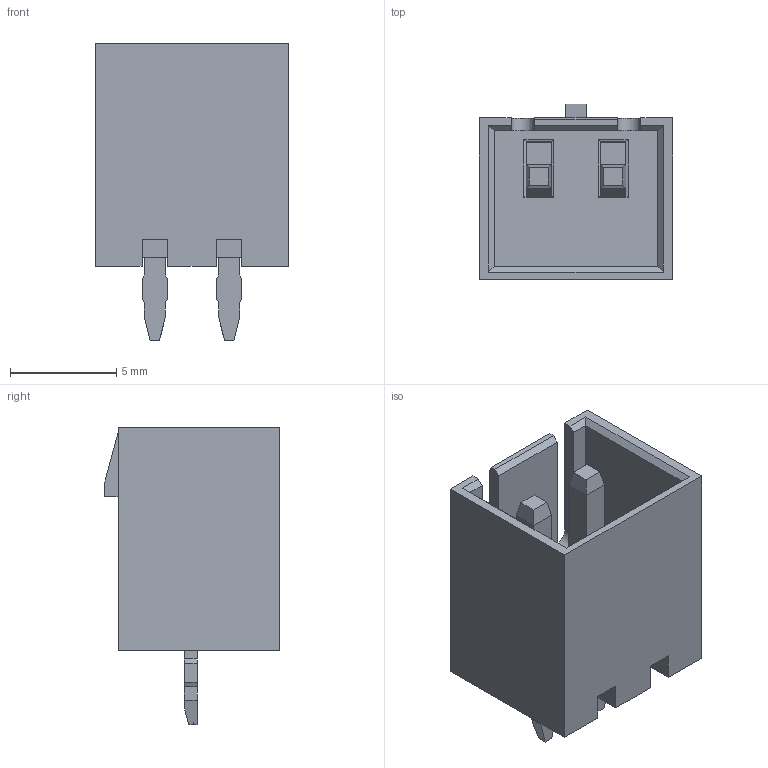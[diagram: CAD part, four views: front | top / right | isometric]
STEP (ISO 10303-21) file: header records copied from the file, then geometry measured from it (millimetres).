
FILE_DESCRIPTION(('FreeCAD Model'),'2;1');
FILE_NAME('Open CASCADE Shape Model','2022-05-15T16:50:20',('Author'),( ''),'Open CASCADE STEP processor 7.5','FreeCAD','Unknown');
FILE_SCHEMA(('AUTOMOTIVE_DESIGN { 1 0 10303 214 1 1 1 1 }'));
Length unit declared in the file: millimetre
Products named in the file (3): 532580229; SOLID; COMPOUND
Assembly tree (2 placements, depth 2):
  532580229
    SOLID
    COMPOUND
Bounding box: 9.1 x 8.25 x 14 mm (x, y, z)
Volume: 365.2 mm3; surface area: 811.7 mm2
Topology: 1 solids, 1 shells, 143 faces, 410 edges, 300 vertices
Faces by surface type: plane 141, cylinder 2
Entity records: 10809 total; most frequent: CARTESIAN_POINT 1654, DIRECTION 1508, LINE 1196, VECTOR 1196, ORIENTED_EDGE 798, PCURVE 798, DEFINITIONAL_REPRESENTATION 798, EDGE_CURVE 399
